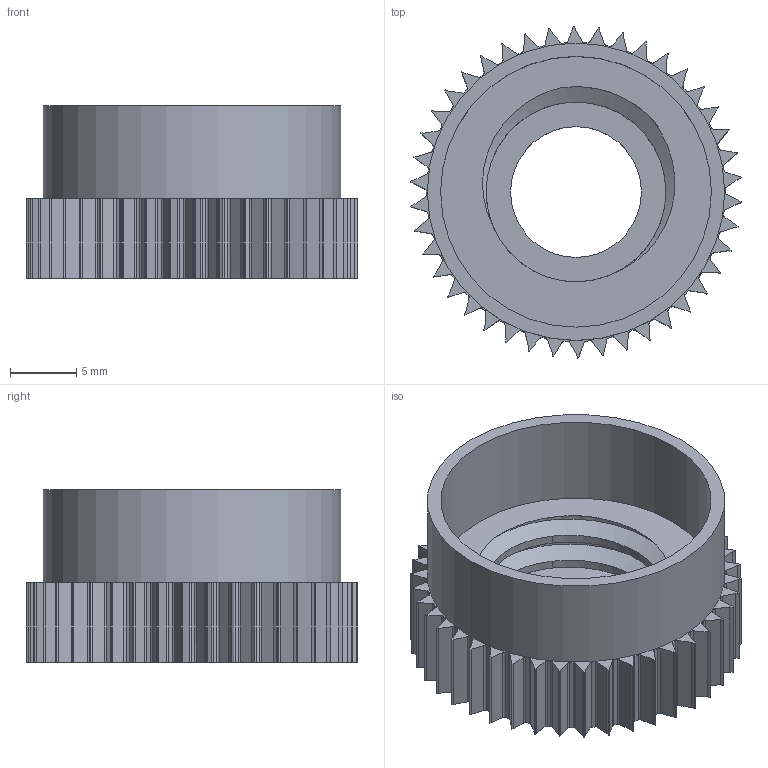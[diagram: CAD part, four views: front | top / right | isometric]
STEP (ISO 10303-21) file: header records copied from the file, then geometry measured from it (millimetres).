
FILE_DESCRIPTION(/* description */ (''),/* implementation_level */ '2;1');
FILE_NAME(/* name */ 'RM Gear-Optic Mount.step',/* time_stamp */ '2021-01-29T17:43:17-06:00',/* author */ (''),/* organization */ (''),/* preprocessor_version */ 'ST-DEVELOPER v18.1',/* originating_system */ 'Autodesk Translation Framework v9.7.1.1290',/* authorisation */ '');
FILE_SCHEMA (('AUTOMOTIVE_DESIGN { 1 0 10303 214 3 1 1 }'));
Length unit declared in the file: millimetre
Products named in the file (1): RM Gear-Optic Mount
Bounding box: 24.95 x 25 x 13 mm (x, y, z)
Volume: 2184.1 mm3; surface area: 2843.7 mm2
Topology: 1 solids, 1 shells, 352 faces, 1043 edges, 696 vertices
Faces by surface type: bspline 170, plane 131, cylinder 51
Full cylindrical faces by diameter (mm): 9.85 x1, 13.541 x1, 15.875 x1, 20.4 x1, 22.4 x1
Entity records: 14302 total; most frequent: CARTESIAN_POINT 5951, ORIENTED_EDGE 2086, DIRECTION 1149, EDGE_CURVE 1043, VERTEX_POINT 696, LINE 595, VECTOR 595, EDGE_LOOP 357
